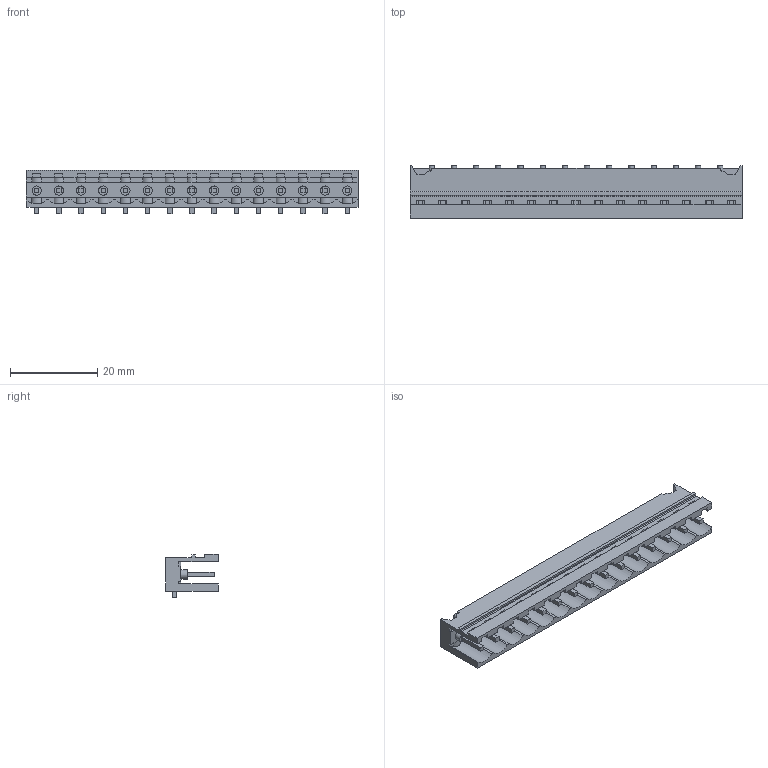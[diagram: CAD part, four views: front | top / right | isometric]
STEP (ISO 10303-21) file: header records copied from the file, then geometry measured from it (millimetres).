
FILE_DESCRIPTION(('CATIA V5 STEP Exchange','CAx-IF Rec.Pracs.--- Model Styling and Organization---1.2---2011-12-15'),'2;1');
FILE_NAME ('D1455846_0', '2018-03-08T13:21:37+00:00', ('none'), ('Weidmueller'), 'CATIA Version 5-6 Release 2014', 'CATIA V5 STEP AP214', 'none');
FILE_SCHEMA(('AUTOMOTIVE_DESIGN { 1 0 10303 214 1 1 1 1 }'));
Length unit declared in the file: millimetre
Products named in the file (1): 1774892001
Bounding box: 76 x 12 x 9.93 mm (x, y, z)
Volume: 2691.7 mm3; surface area: 6276.1 mm2
Topology: 16 solids, 16 shells, 834 faces, 2666 edges, 1850 vertices
Faces by surface type: plane 684, cylinder 145, extrusion 5
Entity records: 27221 total; most frequent: CARTESIAN_POINT 5460, ORIENTED_EDGE 5332, DIRECTION 3281, EDGE_CURVE 2666, VECTOR 2057, LINE 2052, VERTEX_POINT 1850, EDGE_LOOP 880
